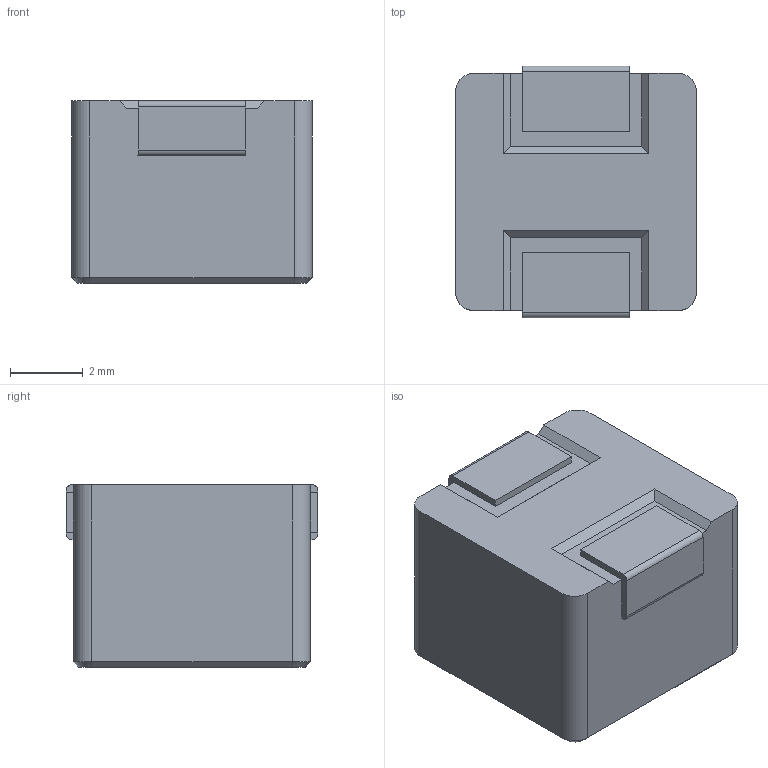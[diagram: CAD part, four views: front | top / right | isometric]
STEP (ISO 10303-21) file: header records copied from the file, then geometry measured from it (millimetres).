
FILE_DESCRIPTION(/* description */ (''),/* implementation_level */ '2;1');
FILE_NAME(/* name */ 'Bourns_SRP7028A.step',/* time_stamp */ '2024-02-24T21:22:14+01:00',/* author */ (''),/* organization */ (''),/* preprocessor_version */ 'ST-DEVELOPER v20',/* originating_system */ 'Autodesk Translation Framework v12.14.0.127',/* authorisation */ '');
FILE_SCHEMA (('AUTOMOTIVE_DESIGN { 1 0 10303 214 3 1 1 }'));
Length unit declared in the file: millimetre
Products named in the file (1): (Unsaved)
Bounding box: 6.6 x 6.9 x 5 mm (x, y, z)
Volume: 223.7 mm3; surface area: 348.5 mm2
Topology: 15 solids, 15 shells, 121 faces, 254 edges, 162 vertices
Faces by surface type: plane 75, bspline 29, cylinder 13, cone 4
Full cylindrical faces by diameter (mm): 0.45 x3
Entity records: 10185 total; most frequent: CARTESIAN_POINT 7763, ORIENTED_EDGE 508, DIRECTION 431, EDGE_CURVE 254, VERTEX_POINT 162, AXIS2_PLACEMENT_3D 153, LINE 125, VECTOR 125
